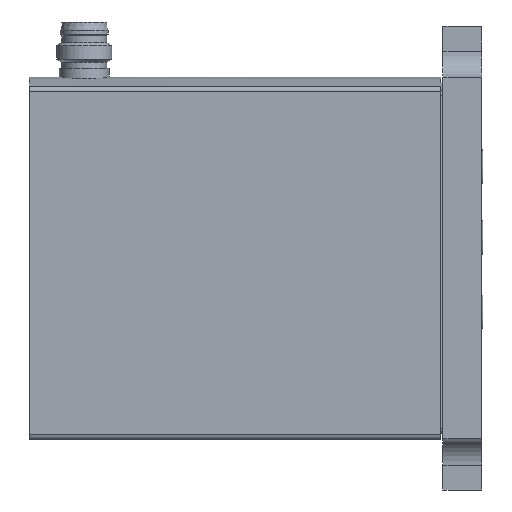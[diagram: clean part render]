
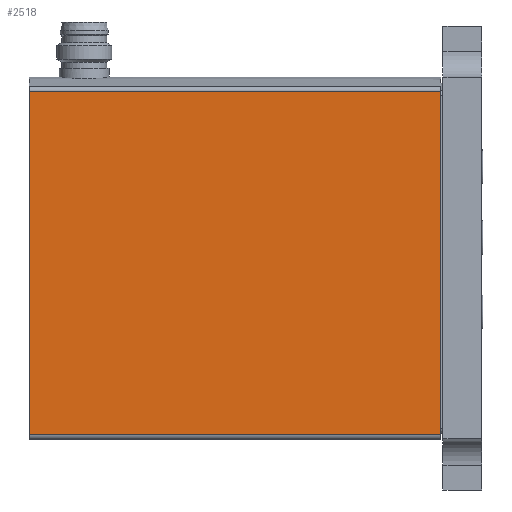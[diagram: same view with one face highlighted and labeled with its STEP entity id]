
A CAD part, left-side view. The second image highlights one B-rep face of the part: STEP entity #2518.
In plain terms, the highlighted planar face has unit normal (-1, 0, 0).
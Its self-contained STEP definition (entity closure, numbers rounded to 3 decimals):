
#39=LINE('',#3596,#119);
#40=LINE('',#3599,#120);
#41=LINE('',#3601,#121);
#42=LINE('',#3603,#122);
#119=VECTOR('',#2983,1000.);
#120=VECTOR('',#2984,1000.);
#121=VECTOR('',#2985,1000.);
#122=VECTOR('',#2986,1000.);
#199=PLANE('',#2678);
#274=ORIENTED_EDGE('',*,*,#716,.T.);
#275=ORIENTED_EDGE('',*,*,#717,.T.);
#276=ORIENTED_EDGE('',*,*,#718,.F.);
#277=ORIENTED_EDGE('',*,*,#719,.F.);
#716=EDGE_CURVE('',#937,#938,#39,.T.);
#717=EDGE_CURVE('',#938,#939,#40,.T.);
#718=EDGE_CURVE('',#940,#939,#41,.T.);
#719=EDGE_CURVE('',#937,#940,#42,.T.);
#937=VERTEX_POINT('',#3597);
#938=VERTEX_POINT('',#3598);
#939=VERTEX_POINT('',#3600);
#940=VERTEX_POINT('',#3602);
#1221=EDGE_LOOP('',(#274,#275,#276,#277));
#1413=FACE_BOUND('',#1221,.T.);
#2518=ADVANCED_FACE('',(#1413),#199,.F.);
#2678=AXIS2_PLACEMENT_3D('',#3595,#2981,#2982);
#2981=DIRECTION('',(1.,0.,0.));
#2982=DIRECTION('',(0.,0.,-1.));
#2983=DIRECTION('',(0.,-1.,0.));
#2984=DIRECTION('',(0.,0.,1.));
#2985=DIRECTION('',(0.,-1.,0.));
#2986=DIRECTION('',(0.,0.,1.));
#3595=CARTESIAN_POINT('',(-8.9,60.,-25.55));
#3596=CARTESIAN_POINT('',(-8.9,60.,-25.55));
#3597=CARTESIAN_POINT('',(-8.9,60.,-25.55));
#3598=CARTESIAN_POINT('',(-8.9,0.3,-25.55));
#3599=CARTESIAN_POINT('',(-8.9,0.3,-25.55));
#3600=CARTESIAN_POINT('',(-8.9,0.3,24.239));
#3601=CARTESIAN_POINT('',(-8.9,60.,24.239));
#3602=CARTESIAN_POINT('',(-8.9,60.,24.239));
#3603=CARTESIAN_POINT('',(-8.9,60.,-25.55));
